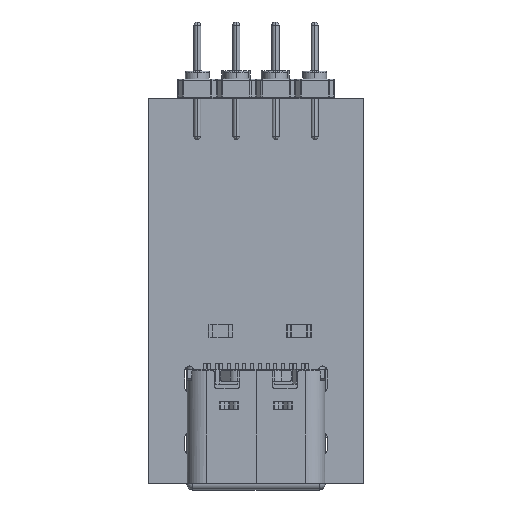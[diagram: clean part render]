
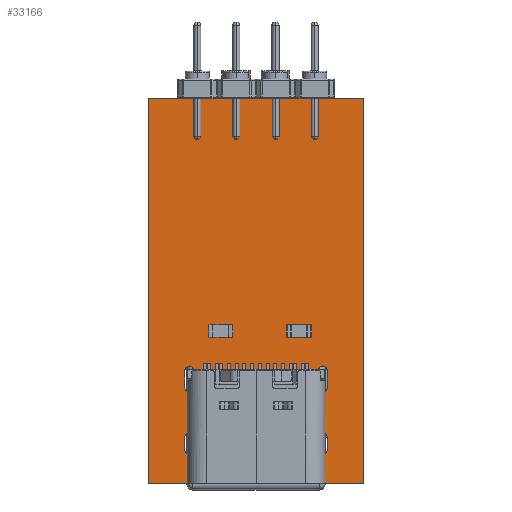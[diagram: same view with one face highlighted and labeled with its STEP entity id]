
A CAD part, top view. The second image highlights one B-rep face of the part: STEP entity #33166.
In plain terms, the highlighted planar face has unit normal (0, 0, 1).
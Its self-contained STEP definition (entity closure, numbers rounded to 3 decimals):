
#32877 = VERTEX_POINT('',#32878);
#32878 = CARTESIAN_POINT('',(111.,-78.,2.));
#32884 = EDGE_CURVE('',#32877,#32885,#32887,.T.);
#32885 = VERTEX_POINT('',#32886);
#32886 = CARTESIAN_POINT('',(97.,-78.,2.));
#32887 = LINE('',#32888,#32889);
#32888 = CARTESIAN_POINT('',(111.,-78.,2.));
#32889 = VECTOR('',#32890,1.);
#32890 = DIRECTION('',(-1.,0.,0.));
#32917 = VERTEX_POINT('',#32918);
#32918 = CARTESIAN_POINT('',(111.,-53.,2.));
#32924 = EDGE_CURVE('',#32917,#32877,#32925,.T.);
#32925 = LINE('',#32926,#32927);
#32926 = CARTESIAN_POINT('',(111.,-53.,2.));
#32927 = VECTOR('',#32928,1.);
#32928 = DIRECTION('',(0.,-1.,0.));
#32946 = EDGE_CURVE('',#32885,#32947,#32949,.T.);
#32947 = VERTEX_POINT('',#32948);
#32948 = CARTESIAN_POINT('',(97.,-53.,2.));
#32949 = LINE('',#32950,#32951);
#32950 = CARTESIAN_POINT('',(97.,-78.,2.));
#32951 = VECTOR('',#32952,1.);
#32952 = DIRECTION('',(0.,1.,0.));
#33166 = ADVANCED_FACE('',(#33167,#33178,#33214,#33250,#33261,#33297,
    #33308,#33319),#33355,.T.);
#33167 = FACE_BOUND('',#33168,.T.);
#33168 = EDGE_LOOP('',(#33169,#33170,#33171,#33177));
#33169 = ORIENTED_EDGE('',*,*,#32884,.F.);
#33170 = ORIENTED_EDGE('',*,*,#32924,.F.);
#33171 = ORIENTED_EDGE('',*,*,#33172,.F.);
#33172 = EDGE_CURVE('',#32947,#32917,#33173,.T.);
#33173 = LINE('',#33174,#33175);
#33174 = CARTESIAN_POINT('',(97.,-53.,2.));
#33175 = VECTOR('',#33176,1.);
#33176 = DIRECTION('',(1.,0.,0.));
#33177 = ORIENTED_EDGE('',*,*,#32946,.F.);
#33178 = FACE_BOUND('',#33179,.T.);
#33179 = EDGE_LOOP('',(#33180,#33191,#33199,#33208));
#33180 = ORIENTED_EDGE('',*,*,#33181,.T.);
#33181 = EDGE_CURVE('',#33182,#33184,#33186,.T.);
#33182 = VERTEX_POINT('',#33183);
#33183 = CARTESIAN_POINT('',(99.98,-75.799,2.));
#33184 = VERTEX_POINT('',#33185);
#33185 = CARTESIAN_POINT('',(99.38,-75.799,2.));
#33186 = CIRCLE('',#33187,0.3);
#33187 = AXIS2_PLACEMENT_3D('',#33188,#33189,#33190);
#33188 = CARTESIAN_POINT('',(99.68,-75.799,2.));
#33189 = DIRECTION('',(-0.,0.,-1.));
#33190 = DIRECTION('',(-1.,0.,0.));
#33191 = ORIENTED_EDGE('',*,*,#33192,.T.);
#33192 = EDGE_CURVE('',#33184,#33193,#33195,.T.);
#33193 = VERTEX_POINT('',#33194);
#33194 = CARTESIAN_POINT('',(99.38,-74.999,2.));
#33195 = LINE('',#33196,#33197);
#33196 = CARTESIAN_POINT('',(99.38,-37.5,2.));
#33197 = VECTOR('',#33198,1.);
#33198 = DIRECTION('',(-0.,1.,0.));
#33199 = ORIENTED_EDGE('',*,*,#33200,.T.);
#33200 = EDGE_CURVE('',#33193,#33201,#33203,.T.);
#33201 = VERTEX_POINT('',#33202);
#33202 = CARTESIAN_POINT('',(99.98,-74.999,2.));
#33203 = CIRCLE('',#33204,0.3);
#33204 = AXIS2_PLACEMENT_3D('',#33205,#33206,#33207);
#33205 = CARTESIAN_POINT('',(99.68,-74.999,2.));
#33206 = DIRECTION('',(0.,-0.,-1.));
#33207 = DIRECTION('',(1.,0.,-0.));
#33208 = ORIENTED_EDGE('',*,*,#33209,.T.);
#33209 = EDGE_CURVE('',#33201,#33182,#33210,.T.);
#33210 = LINE('',#33211,#33212);
#33211 = CARTESIAN_POINT('',(99.98,-37.9,2.));
#33212 = VECTOR('',#33213,1.);
#33213 = DIRECTION('',(0.,-1.,0.));
#33214 = FACE_BOUND('',#33215,.T.);
#33215 = EDGE_LOOP('',(#33216,#33227,#33235,#33244));
#33216 = ORIENTED_EDGE('',*,*,#33217,.T.);
#33217 = EDGE_CURVE('',#33218,#33220,#33222,.T.);
#33218 = VERTEX_POINT('',#33219);
#33219 = CARTESIAN_POINT('',(108.62,-75.799,2.));
#33220 = VERTEX_POINT('',#33221);
#33221 = CARTESIAN_POINT('',(108.02,-75.799,2.));
#33222 = CIRCLE('',#33223,0.3);
#33223 = AXIS2_PLACEMENT_3D('',#33224,#33225,#33226);
#33224 = CARTESIAN_POINT('',(108.32,-75.799,2.));
#33225 = DIRECTION('',(-0.,0.,-1.));
#33226 = DIRECTION('',(-1.,0.,0.));
#33227 = ORIENTED_EDGE('',*,*,#33228,.T.);
#33228 = EDGE_CURVE('',#33220,#33229,#33231,.T.);
#33229 = VERTEX_POINT('',#33230);
#33230 = CARTESIAN_POINT('',(108.02,-74.999,2.));
#33231 = LINE('',#33232,#33233);
#33232 = CARTESIAN_POINT('',(108.02,-37.5,2.));
#33233 = VECTOR('',#33234,1.);
#33234 = DIRECTION('',(-0.,1.,0.));
#33235 = ORIENTED_EDGE('',*,*,#33236,.T.);
#33236 = EDGE_CURVE('',#33229,#33237,#33239,.T.);
#33237 = VERTEX_POINT('',#33238);
#33238 = CARTESIAN_POINT('',(108.62,-74.999,2.));
#33239 = CIRCLE('',#33240,0.3);
#33240 = AXIS2_PLACEMENT_3D('',#33241,#33242,#33243);
#33241 = CARTESIAN_POINT('',(108.32,-74.999,2.));
#33242 = DIRECTION('',(0.,-0.,-1.));
#33243 = DIRECTION('',(1.,0.,-0.));
#33244 = ORIENTED_EDGE('',*,*,#33245,.T.);
#33245 = EDGE_CURVE('',#33237,#33218,#33246,.T.);
#33246 = LINE('',#33247,#33248);
#33247 = CARTESIAN_POINT('',(108.62,-37.9,2.));
#33248 = VECTOR('',#33249,1.);
#33249 = DIRECTION('',(0.,-1.,0.));
#33250 = FACE_BOUND('',#33251,.T.);
#33251 = EDGE_LOOP('',(#33252));
#33252 = ORIENTED_EDGE('',*,*,#33253,.T.);
#33253 = EDGE_CURVE('',#33254,#33254,#33256,.T.);
#33254 = VERTEX_POINT('',#33255);
#33255 = CARTESIAN_POINT('',(104.,-74.175,2.));
#33256 = CIRCLE('',#33257,0.8);
#33257 = AXIS2_PLACEMENT_3D('',#33258,#33259,#33260);
#33258 = CARTESIAN_POINT('',(104.,-73.375,2.));
#33259 = DIRECTION('',(-0.,0.,-1.));
#33260 = DIRECTION('',(-0.,-1.,0.));
#33261 = FACE_BOUND('',#33262,.T.);
#33262 = EDGE_LOOP('',(#33263,#33274,#33282,#33291));
#33263 = ORIENTED_EDGE('',*,*,#33264,.T.);
#33264 = EDGE_CURVE('',#33265,#33267,#33269,.T.);
#33265 = VERTEX_POINT('',#33266);
#33266 = CARTESIAN_POINT('',(99.98,-71.769,2.));
#33267 = VERTEX_POINT('',#33268);
#33268 = CARTESIAN_POINT('',(99.38,-71.769,2.));
#33269 = CIRCLE('',#33270,0.3);
#33270 = AXIS2_PLACEMENT_3D('',#33271,#33272,#33273);
#33271 = CARTESIAN_POINT('',(99.68,-71.769,2.));
#33272 = DIRECTION('',(-0.,0.,-1.));
#33273 = DIRECTION('',(-1.,0.,0.));
#33274 = ORIENTED_EDGE('',*,*,#33275,.T.);
#33275 = EDGE_CURVE('',#33267,#33276,#33278,.T.);
#33276 = VERTEX_POINT('',#33277);
#33277 = CARTESIAN_POINT('',(99.38,-70.669,2.));
#33278 = LINE('',#33279,#33280);
#33279 = CARTESIAN_POINT('',(99.38,-35.335,2.));
#33280 = VECTOR('',#33281,1.);
#33281 = DIRECTION('',(-0.,1.,0.));
#33282 = ORIENTED_EDGE('',*,*,#33283,.T.);
#33283 = EDGE_CURVE('',#33276,#33284,#33286,.T.);
#33284 = VERTEX_POINT('',#33285);
#33285 = CARTESIAN_POINT('',(99.98,-70.669,2.));
#33286 = CIRCLE('',#33287,0.3);
#33287 = AXIS2_PLACEMENT_3D('',#33288,#33289,#33290);
#33288 = CARTESIAN_POINT('',(99.68,-70.669,2.));
#33289 = DIRECTION('',(0.,-0.,-1.));
#33290 = DIRECTION('',(1.,0.,-0.));
#33291 = ORIENTED_EDGE('',*,*,#33292,.T.);
#33292 = EDGE_CURVE('',#33284,#33265,#33293,.T.);
#33293 = LINE('',#33294,#33295);
#33294 = CARTESIAN_POINT('',(99.98,-35.885,2.));
#33295 = VECTOR('',#33296,1.);
#33296 = DIRECTION('',(0.,-1.,0.));
#33297 = FACE_BOUND('',#33298,.T.);
#33298 = EDGE_LOOP('',(#33299));
#33299 = ORIENTED_EDGE('',*,*,#33300,.T.);
#33300 = EDGE_CURVE('',#33301,#33301,#33303,.T.);
#33301 = VERTEX_POINT('',#33302);
#33302 = CARTESIAN_POINT('',(101.11,-72.044,2.));
#33303 = CIRCLE('',#33304,0.325);
#33304 = AXIS2_PLACEMENT_3D('',#33305,#33306,#33307);
#33305 = CARTESIAN_POINT('',(101.11,-71.719,2.));
#33306 = DIRECTION('',(-0.,0.,-1.));
#33307 = DIRECTION('',(-0.,-1.,0.));
#33308 = FACE_BOUND('',#33309,.T.);
#33309 = EDGE_LOOP('',(#33310));
#33310 = ORIENTED_EDGE('',*,*,#33311,.T.);
#33311 = EDGE_CURVE('',#33312,#33312,#33314,.T.);
#33312 = VERTEX_POINT('',#33313);
#33313 = CARTESIAN_POINT('',(106.89,-72.044,2.));
#33314 = CIRCLE('',#33315,0.325);
#33315 = AXIS2_PLACEMENT_3D('',#33316,#33317,#33318);
#33316 = CARTESIAN_POINT('',(106.89,-71.719,2.));
#33317 = DIRECTION('',(-0.,0.,-1.));
#33318 = DIRECTION('',(-0.,-1.,0.));
#33319 = FACE_BOUND('',#33320,.T.);
#33320 = EDGE_LOOP('',(#33321,#33332,#33340,#33349));
#33321 = ORIENTED_EDGE('',*,*,#33322,.T.);
#33322 = EDGE_CURVE('',#33323,#33325,#33327,.T.);
#33323 = VERTEX_POINT('',#33324);
#33324 = CARTESIAN_POINT('',(108.62,-71.769,2.));
#33325 = VERTEX_POINT('',#33326);
#33326 = CARTESIAN_POINT('',(108.02,-71.769,2.));
#33327 = CIRCLE('',#33328,0.3);
#33328 = AXIS2_PLACEMENT_3D('',#33329,#33330,#33331);
#33329 = CARTESIAN_POINT('',(108.32,-71.769,2.));
#33330 = DIRECTION('',(-0.,0.,-1.));
#33331 = DIRECTION('',(-1.,0.,0.));
#33332 = ORIENTED_EDGE('',*,*,#33333,.T.);
#33333 = EDGE_CURVE('',#33325,#33334,#33336,.T.);
#33334 = VERTEX_POINT('',#33335);
#33335 = CARTESIAN_POINT('',(108.02,-70.669,2.));
#33336 = LINE('',#33337,#33338);
#33337 = CARTESIAN_POINT('',(108.02,-35.335,2.));
#33338 = VECTOR('',#33339,1.);
#33339 = DIRECTION('',(-0.,1.,0.));
#33340 = ORIENTED_EDGE('',*,*,#33341,.T.);
#33341 = EDGE_CURVE('',#33334,#33342,#33344,.T.);
#33342 = VERTEX_POINT('',#33343);
#33343 = CARTESIAN_POINT('',(108.62,-70.669,2.));
#33344 = CIRCLE('',#33345,0.3);
#33345 = AXIS2_PLACEMENT_3D('',#33346,#33347,#33348);
#33346 = CARTESIAN_POINT('',(108.32,-70.669,2.));
#33347 = DIRECTION('',(0.,-0.,-1.));
#33348 = DIRECTION('',(1.,0.,-0.));
#33349 = ORIENTED_EDGE('',*,*,#33350,.T.);
#33350 = EDGE_CURVE('',#33342,#33323,#33351,.T.);
#33351 = LINE('',#33352,#33353);
#33352 = CARTESIAN_POINT('',(108.62,-35.885,2.));
#33353 = VECTOR('',#33354,1.);
#33354 = DIRECTION('',(0.,-1.,0.));
#33355 = PLANE('',#33356);
#33356 = AXIS2_PLACEMENT_3D('',#33357,#33358,#33359);
#33357 = CARTESIAN_POINT('',(0.,0.,2.));
#33358 = DIRECTION('',(0.,0.,1.));
#33359 = DIRECTION('',(1.,0.,-0.));
